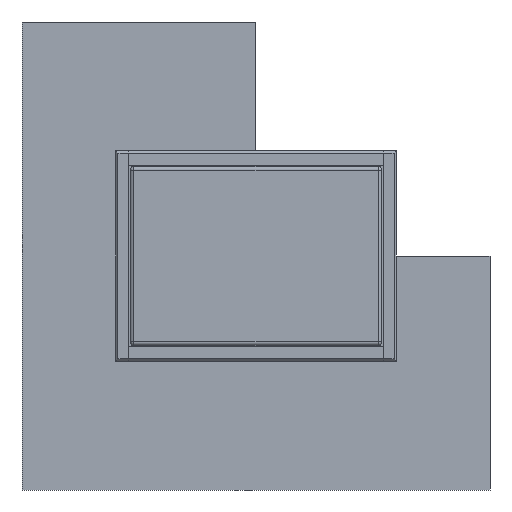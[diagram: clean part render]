
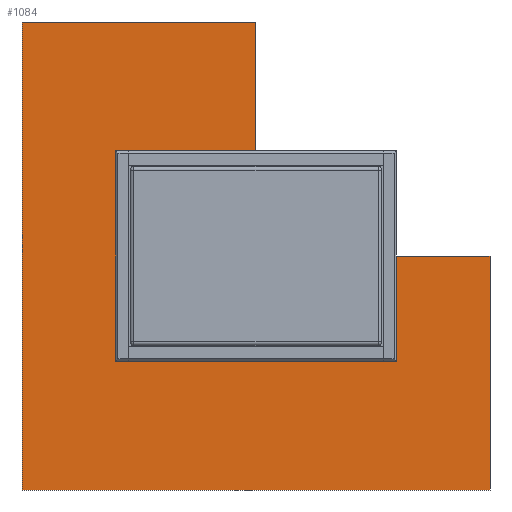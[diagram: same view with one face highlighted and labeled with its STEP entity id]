
A CAD part, front view. The second image highlights one B-rep face of the part: STEP entity #1084.
In plain terms, the highlighted planar face has unit normal (0, -1, 0).
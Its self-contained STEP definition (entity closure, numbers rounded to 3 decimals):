
#1084 = ADVANCED_FACE( '', ( #2137 ), #2138, .F. );
#2137 = FACE_OUTER_BOUND( '', #3482, .T. );
#2138 = PLANE( '', #3483 );
#3482 = EDGE_LOOP( '', ( #6270, #6271, #6272, #6273, #6274, #6275, #6276, #6277, #6278 ) );
#3483 = AXIS2_PLACEMENT_3D( '', #6279, #6280, #6281 );
#6270 = ORIENTED_EDGE( '', *, *, #6715, .T. );
#6271 = ORIENTED_EDGE( '', *, *, #7406, .T. );
#6272 = ORIENTED_EDGE( '', *, *, #6645, .T. );
#6273 = ORIENTED_EDGE( '', *, *, #6742, .T. );
#6274 = ORIENTED_EDGE( '', *, *, #7595, .T. );
#6275 = ORIENTED_EDGE( '', *, *, #7485, .T. );
#6276 = ORIENTED_EDGE( '', *, *, #7676, .T. );
#6277 = ORIENTED_EDGE( '', *, *, #7177, .T. );
#6278 = ORIENTED_EDGE( '', *, *, #7724, .T. );
#6279 = CARTESIAN_POINT( '', ( 0., 0., 0. ) );
#6280 = DIRECTION( '', ( 0., 1., 0. ) );
#6281 = DIRECTION( '', ( 0., 0., 1. ) );
#6645 = EDGE_CURVE( '', #8000, #8001, #8002, .T. );
#6715 = EDGE_CURVE( '', #8123, #8124, #8125, .T. );
#6742 = EDGE_CURVE( '', #8001, #8172, #8173, .T. );
#7177 = EDGE_CURVE( '', #8899, #8900, #8901, .T. );
#7406 = EDGE_CURVE( '', #8124, #8000, #9223, .T. );
#7485 = EDGE_CURVE( '', #9318, #9319, #9320, .T. );
#7595 = EDGE_CURVE( '', #8172, #9318, #9455, .T. );
#7676 = EDGE_CURVE( '', #9319, #8899, #9546, .T. );
#7724 = EDGE_CURVE( '', #8900, #8123, #9597, .T. );
#8000 = VERTEX_POINT( '', #9805 );
#8001 = VERTEX_POINT( '', #9806 );
#8002 = LINE( '', #9807, #9808 );
#8123 = VERTEX_POINT( '', #9981 );
#8124 = VERTEX_POINT( '', #9982 );
#8125 = CIRCLE( '', #9983, 8. );
#8172 = VERTEX_POINT( '', #10055 );
#8173 = LINE( '', #10056, #10057 );
#8899 = VERTEX_POINT( '', #11119 );
#8900 = VERTEX_POINT( '', #11120 );
#8901 = CIRCLE( '', #11121, 1. );
#9223 = LINE( '', #11617, #11618 );
#9318 = VERTEX_POINT( '', #11759 );
#9319 = VERTEX_POINT( '', #11760 );
#9320 = LINE( '', #11761, #11762 );
#9455 = LINE( '', #11967, #11968 );
#9546 = LINE( '', #12109, #12110 );
#9597 = LINE( '', #12181, #12182 );
#9805 = CARTESIAN_POINT( '', ( 0., 0., 20. ) );
#9806 = CARTESIAN_POINT( '', ( -20., 0., 20. ) );
#9807 = CARTESIAN_POINT( '', ( 0., 0., 20. ) );
#9808 = VECTOR( '', #12326, 1000. );
#9981 = CARTESIAN_POINT( '', ( 8., 0., 0. ) );
#9982 = CARTESIAN_POINT( '', ( 0., 0., 8. ) );
#9983 = AXIS2_PLACEMENT_3D( '', #12416, #12417, #12418 );
#10055 = CARTESIAN_POINT( '', ( -20., 0., -20. ) );
#10056 = CARTESIAN_POINT( '', ( -20., 0., 20. ) );
#10057 = VECTOR( '', #12444, 1000. );
#11119 = CARTESIAN_POINT( '', ( 11.4, 0., 0. ) );
#11120 = CARTESIAN_POINT( '', ( 9.4, 0., 0. ) );
#11121 = AXIS2_PLACEMENT_3D( '', #12994, #12995, #12996 );
#11617 = CARTESIAN_POINT( '', ( 0., 0., 8. ) );
#11618 = VECTOR( '', #13250, 1000. );
#11759 = CARTESIAN_POINT( '', ( 20., 0., -20. ) );
#11760 = CARTESIAN_POINT( '', ( 20., 0., 0. ) );
#11761 = CARTESIAN_POINT( '', ( 20., 0., -20. ) );
#11762 = VECTOR( '', #13312, 1000. );
#11967 = CARTESIAN_POINT( '', ( -20., 0., -20. ) );
#11968 = VECTOR( '', #13394, 1000. );
#12109 = CARTESIAN_POINT( '', ( 20., 0., 0. ) );
#12110 = VECTOR( '', #13444, 1000. );
#12181 = CARTESIAN_POINT( '', ( 9.4, 0., 0. ) );
#12182 = VECTOR( '', #13468, 1000. );
#12326 = DIRECTION( '', ( -1., 0., 0. ) );
#12416 = CARTESIAN_POINT( '', ( 0., 0., 0. ) );
#12417 = DIRECTION( '', ( 0., 1., 0. ) );
#12418 = DIRECTION( '', ( 1., 0., 0. ) );
#12444 = DIRECTION( '', ( 0., 0., -1. ) );
#12994 = CARTESIAN_POINT( '', ( 10.4, 0., 0. ) );
#12995 = DIRECTION( '', ( 0., 1., 0. ) );
#12996 = DIRECTION( '', ( 1., 0., 0. ) );
#13250 = DIRECTION( '', ( 0., 0., 1. ) );
#13312 = DIRECTION( '', ( 0., 0., 1. ) );
#13394 = DIRECTION( '', ( 1., 0., 0. ) );
#13444 = DIRECTION( '', ( -1., 0., 0. ) );
#13468 = DIRECTION( '', ( -1., 0., 0. ) );
